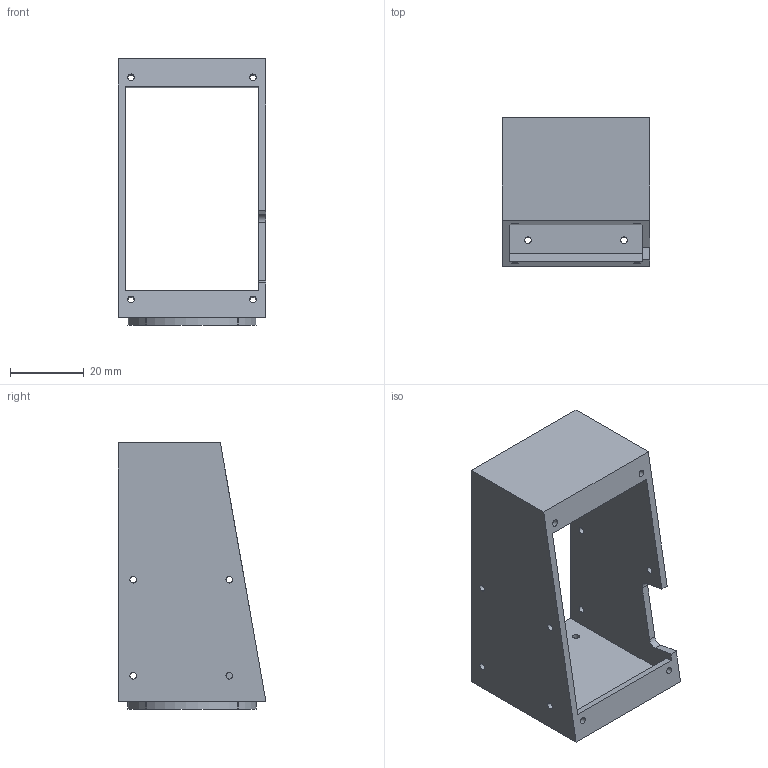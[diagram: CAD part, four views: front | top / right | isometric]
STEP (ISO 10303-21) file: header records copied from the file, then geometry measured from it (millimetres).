
FILE_DESCRIPTION(/* description */ (''),/* implementation_level */ '2;1');
FILE_NAME(/* name */ 'GearDisp3.stp',/* time_stamp */ '2024-04-24T13:24:59+08:00',/* author */ (''),/* organization */ (''),/* preprocessor_version */ 'ST-DEVELOPER v16.7',/* originating_system */ 'SIEMENS PLM Software NX 12.0',/* authorisation */ '');
FILE_SCHEMA (('AUTOMOTIVE_DESIGN { 1 0 10303 214 3 1 1 1 }'));
Length unit declared in the file: millimetre
Products named in the file (1): GearDisp
Bounding box: 40 x 40 x 72 mm (x, y, z)
Volume: 15158.4 mm3; surface area: 16164.9 mm2
Topology: 1 solids, 1 shells, 41 faces, 130 edges, 88 vertices
Faces by surface type: cylinder 22, plane 19
Full cylindrical faces by diameter (mm): 1.8 x15, 31 x1
Entity records: 1400 total; most frequent: DIRECTION 238, CARTESIAN_POINT 228, ORIENTED_EDGE 212, EDGE_CURVE 106, AXIS2_PLACEMENT_3D 90, EDGE_LOOP 86, VERTEX_POINT 80, FACE_BOUND 72
